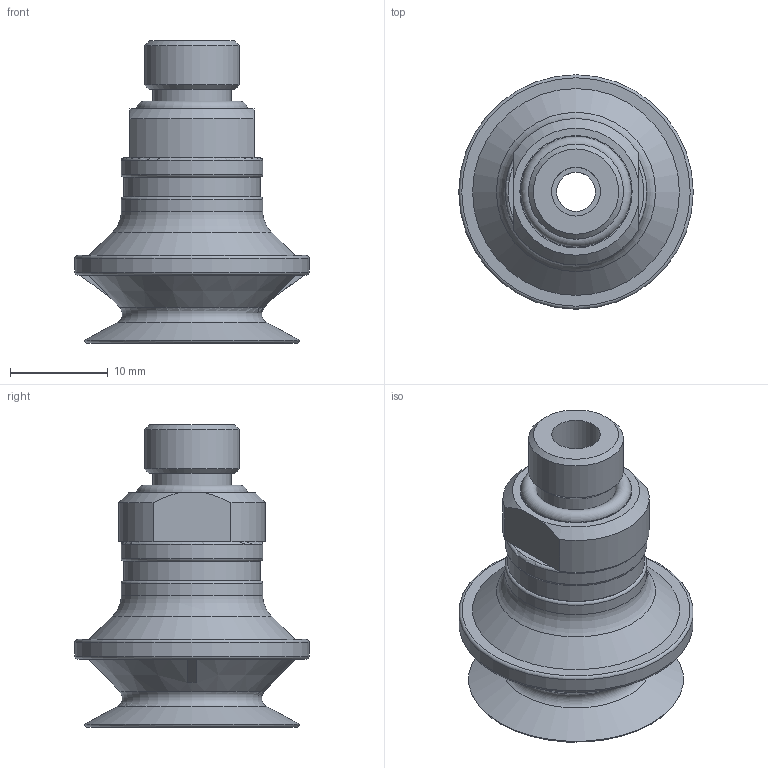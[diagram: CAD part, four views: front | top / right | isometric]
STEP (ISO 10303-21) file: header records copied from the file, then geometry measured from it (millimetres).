
FILE_DESCRIPTION( ( '' ), '1' );
FILE_NAME( '0107619.stp', '2002-10-02T08:54:25', ( 'Andreas Norlén' ), ( 'PIAB AB' ), 'XStep 1.0', 'SolidEdge', ' ' );
FILE_SCHEMA( ( 'CONFIG_CONTROL_DESIGN' ) );
Length unit declared in the file: millimetre
Products named in the file (1): 1
Bounding box: 24 x 24 x 31 mm (x, y, z)
Volume: 3140 mm3; surface area: 3487 mm2
Topology: 1 solids, 1 shells, 67 faces, 147 edges, 93 vertices
Faces by surface type: plane 29, cylinder 15, torus 12, cone 11
Full cylindrical faces by diameter (mm): 4 x1, 5 x1, 8 x1, 9.73 x1, 11.5 x1, 14 x1, 14.5 x2, 24 x1
Entity records: 1768 total; most frequent: CARTESIAN_POINT 424, DIRECTION 290, ORIENTED_EDGE 208, AXIS2_PLACEMENT_3D 134, EDGE_LOOP 110, EDGE_CURVE 104, FACE_OUTER_BOUND 88, VERTEX_POINT 80
